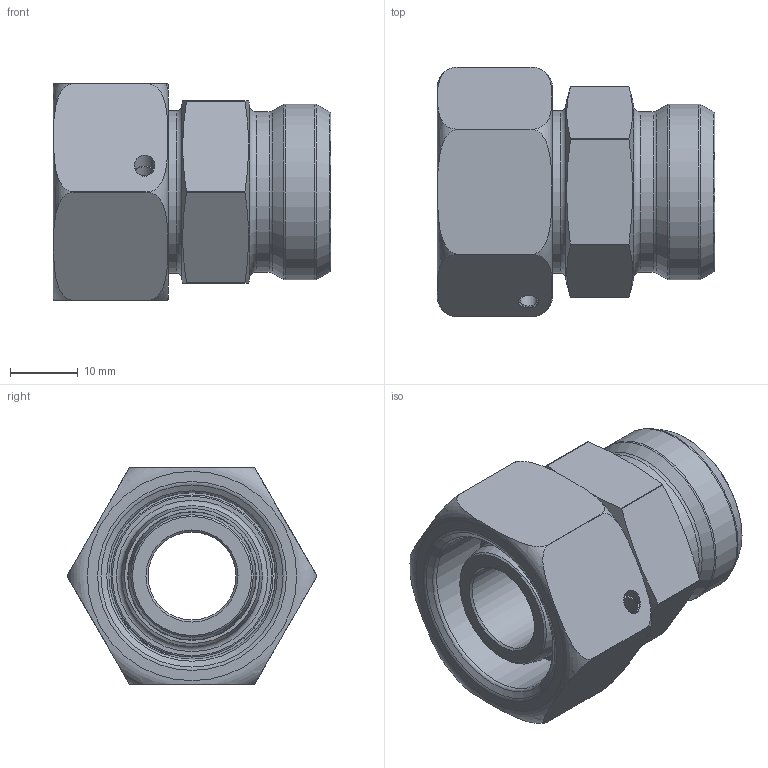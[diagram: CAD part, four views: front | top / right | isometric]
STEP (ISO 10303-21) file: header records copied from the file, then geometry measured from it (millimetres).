
FILE_DESCRIPTION(/* description */ (''),/* implementation_level */ '2;1');
FILE_NAME(/* name */ 'GDA18.stp',/* time_stamp */ '2025-01-17T07:19:25+01:00',/* author */ (''),/* organization */ (''),/* preprocessor_version */ 'ST-DEVELOPER v16',/* originating_system */ 'SIEMENS PLM Software NX 10.0',/* authorisation */ '');
FILE_SCHEMA (('CONFIG_CONTROL_DESIGN'));
Length unit declared in the file: millimetre
Products named in the file (5): X-ST18; X-OR-18; X-MT18; X-GDA18; GDA18
Assembly tree (4 placements, depth 2):
  GDA18
    X-GDA18
    X-MT18
    X-OR-18
    X-ST18
Bounding box: 41 x 36.93 x 32 mm (x, y, z)
Volume: 19048.4 mm3; surface area: 10574.8 mm2
Topology: 4 solids, 4 shells, 280 faces, 749 edges, 493 vertices
Faces by surface type: plane 214, cylinder 22, torus 22, cone 13, extrusion 6, bspline 2, revolution 1
Full cylindrical faces by diameter (mm): 2.65 x1, 3.045 x1, 13 x1, 18.2 x1, 23.7 x1, 23.955 x2, 24.155 x1, 24.6 x1, 26 x1
Entity records: 9678 total; most frequent: CARTESIAN_POINT 3217, ORIENTED_EDGE 1364, DIRECTION 905, EDGE_CURVE 682, VERTEX_POINT 474, B_SPLINE_CURVE_WITH_KNOTS 413, EDGE_LOOP 349, AXIS2_PLACEMENT_3D 346
